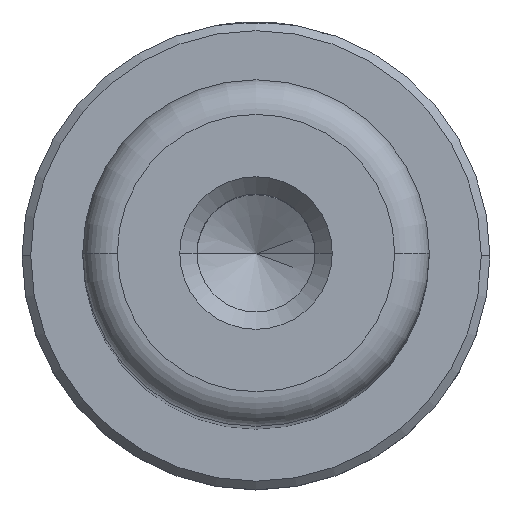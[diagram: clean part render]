
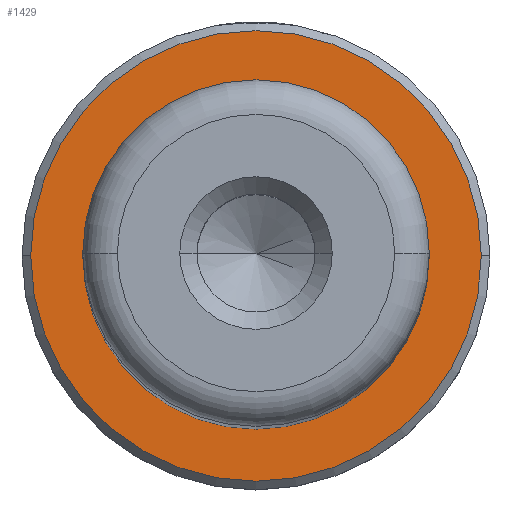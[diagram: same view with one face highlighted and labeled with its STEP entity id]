
A CAD part, top view. The second image highlights one B-rep face of the part: STEP entity #1429.
In plain terms, the highlighted planar face has unit normal (0, 0, 1).
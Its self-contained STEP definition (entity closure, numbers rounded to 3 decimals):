
#26 = AXIS2_PLACEMENT_3D ( 'NONE', #375, #365, #359 ) ;
#67 = EDGE_CURVE ( 'NONE', #1526, #1536, #674, .T. ) ;
#101 = VERTEX_POINT ( 'NONE', #444 ) ;
#262 = CARTESIAN_POINT ( 'NONE',  ( 0., 0., 18. ) ) ;
#271 = CARTESIAN_POINT ( 'NONE',  ( 0., 0., 18. ) ) ;
#341 = CIRCLE ( 'NONE', #26, 13. ) ;
#359 = DIRECTION ( 'NONE',  ( 1., 0., 0. ) ) ;
#365 = DIRECTION ( 'NONE',  ( 0., 0., 1. ) ) ;
#375 = CARTESIAN_POINT ( 'NONE',  ( 0., 0., 18. ) ) ;
#441 = DIRECTION ( 'NONE',  ( 1., 0., 0. ) ) ;
#444 = CARTESIAN_POINT ( 'NONE',  ( 13., 0., 18. ) ) ;
#459 = DIRECTION ( 'NONE',  ( -1., 0., 0. ) ) ;
#467 = DIRECTION ( 'NONE',  ( 0., 0., -1. ) ) ;
#472 = AXIS2_PLACEMENT_3D ( 'NONE', #485, #467, #459 ) ;
#476 = CIRCLE ( 'NONE', #560, 13. ) ;
#482 = VERTEX_POINT ( 'NONE', #1794 ) ;
#485 = CARTESIAN_POINT ( 'NONE',  ( 0., 0., 18. ) ) ;
#550 = ORIENTED_EDGE ( 'NONE', *, *, #1434, .T. ) ;
#560 = AXIS2_PLACEMENT_3D ( 'NONE', #271, #1500, #441 ) ;
#652 = EDGE_CURVE ( 'NONE', #482, #101, #341, .T. ) ;
#674 = CIRCLE ( 'NONE', #472, 9.5 ) ;
#683 = AXIS2_PLACEMENT_3D ( 'NONE', #262, #789, #1938 ) ;
#693 = ORIENTED_EDGE ( 'NONE', *, *, #652, .T. ) ;
#789 = DIRECTION ( 'NONE',  ( 0., 0., 1. ) ) ;
#818 = ORIENTED_EDGE ( 'NONE', *, *, #1607, .T. ) ;
#822 = CARTESIAN_POINT ( 'NONE',  ( 9.5, 0., 18. ) ) ;
#827 = CARTESIAN_POINT ( 'NONE',  ( 0., 0., 18. ) ) ;
#990 = DIRECTION ( 'NONE',  ( -1., 0., 0. ) ) ;
#1414 = FACE_OUTER_BOUND ( 'NONE', #1524, .T. ) ;
#1425 = ORIENTED_EDGE ( 'NONE', *, *, #67, .T. ) ;
#1429 = ADVANCED_FACE ( 'NONE', ( #1414, #1874 ), #1791, .T. ) ;
#1434 = EDGE_CURVE ( 'NONE', #101, #482, #476, .T. ) ;
#1500 = DIRECTION ( 'NONE',  ( 0., 0., 1. ) ) ;
#1524 = EDGE_LOOP ( 'NONE', ( #693, #550 ) ) ;
#1526 = VERTEX_POINT ( 'NONE', #1816 ) ;
#1536 = VERTEX_POINT ( 'NONE', #822 ) ;
#1607 = EDGE_CURVE ( 'NONE', #1536, #1526, #1894, .T. ) ;
#1628 = AXIS2_PLACEMENT_3D ( 'NONE', #827, #1970, #990 ) ;
#1650 = EDGE_LOOP ( 'NONE', ( #1425, #818 ) ) ;
#1791 = PLANE ( 'NONE',  #683 ) ;
#1794 = CARTESIAN_POINT ( 'NONE',  ( -13., 0., 18. ) ) ;
#1816 = CARTESIAN_POINT ( 'NONE',  ( -9.5, 0., 18. ) ) ;
#1874 = FACE_BOUND ( 'NONE', #1650, .T. ) ;
#1894 = CIRCLE ( 'NONE', #1628, 9.5 ) ;
#1938 = DIRECTION ( 'NONE',  ( 1., 0., 0. ) ) ;
#1970 = DIRECTION ( 'NONE',  ( 0., 0., -1. ) ) ;
